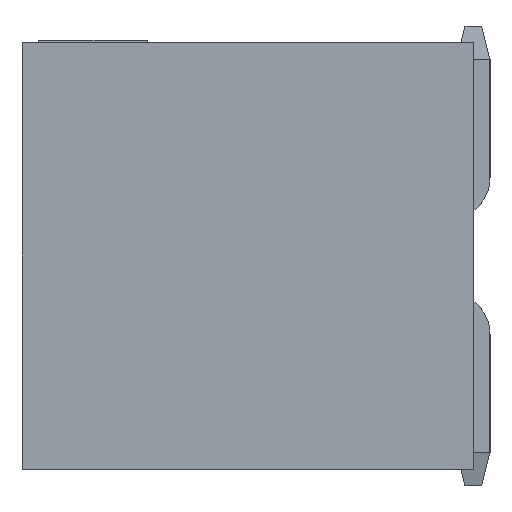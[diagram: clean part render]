
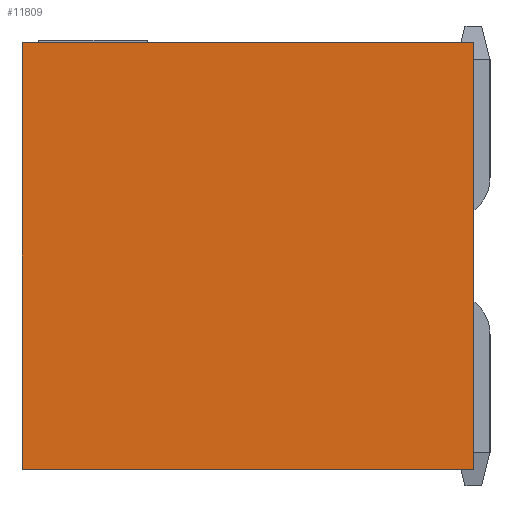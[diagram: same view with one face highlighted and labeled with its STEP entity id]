
A CAD part, left-side view. The second image highlights one B-rep face of the part: STEP entity #11809.
In plain terms, the highlighted planar face has unit normal (-1, 0, 0).
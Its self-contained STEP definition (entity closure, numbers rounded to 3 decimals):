
#205 = CARTESIAN_POINT ( 'NONE',  ( -15.85, 0., 2.55 ) ) ;
#780 = CARTESIAN_POINT ( 'NONE',  ( -15.85, 5.4, -2.55 ) ) ;
#1641 = VECTOR ( 'NONE', #5390, 1000. ) ;
#2122 = LINE ( 'NONE', #2151, #1641 ) ;
#2151 = CARTESIAN_POINT ( 'NONE',  ( -15.85, 2.7, -2.55 ) ) ;
#3139 = VECTOR ( 'NONE', #8258, 1000. ) ;
#3203 = VERTEX_POINT ( 'NONE', #780 ) ;
#3615 = CARTESIAN_POINT ( 'NONE',  ( -15.85, 5.4, 0. ) ) ;
#3630 = FACE_OUTER_BOUND ( 'NONE', #12937, .T. ) ;
#3960 = EDGE_CURVE ( 'NONE', #12500, #15180, #15055, .T. ) ;
#4068 = EDGE_CURVE ( 'NONE', #15180, #3203, #17241, .T. ) ;
#4775 = ORIENTED_EDGE ( 'NONE', *, *, #13830, .F. ) ;
#5390 = DIRECTION ( 'NONE',  ( 0., 1., 0. ) ) ;
#5671 = LINE ( 'NONE', #6864, #17639 ) ;
#5756 = EDGE_CURVE ( 'NONE', #8407, #3203, #2122, .T. ) ;
#5988 = VECTOR ( 'NONE', #9444, 1000. ) ;
#6672 = CARTESIAN_POINT ( 'NONE',  ( -15.85, 0., -2.55 ) ) ;
#6864 = CARTESIAN_POINT ( 'NONE',  ( -15.85, 0., 0. ) ) ;
#8258 = DIRECTION ( 'NONE',  ( 0., 0., -1. ) ) ;
#8407 = VERTEX_POINT ( 'NONE', #6672 ) ;
#8854 = DIRECTION ( 'NONE',  ( -1., 0., 0. ) ) ;
#9444 = DIRECTION ( 'NONE',  ( 0., 1., 0. ) ) ;
#9665 = DIRECTION ( 'NONE',  ( 0., 0., -1. ) ) ;
#10431 = PLANE ( 'NONE',  #19067 ) ;
#10633 = CARTESIAN_POINT ( 'NONE',  ( -15.85, 5.4, 2.55 ) ) ;
#10889 = CARTESIAN_POINT ( 'NONE',  ( -15.85, 2.7, 2.55 ) ) ;
#11472 = ORIENTED_EDGE ( 'NONE', *, *, #5756, .F. ) ;
#11785 = ORIENTED_EDGE ( 'NONE', *, *, #3960, .T. ) ;
#11809 = ADVANCED_FACE ( 'NONE', ( #3630 ), #10431, .T. ) ;
#11969 = CARTESIAN_POINT ( 'NONE',  ( -15.85, 0., -2.55 ) ) ;
#12500 = VERTEX_POINT ( 'NONE', #205 ) ;
#12937 = EDGE_LOOP ( 'NONE', ( #11472, #4775, #11785, #14933 ) ) ;
#13614 = DIRECTION ( 'NONE',  ( 0., 0., 1. ) ) ;
#13830 = EDGE_CURVE ( 'NONE', #12500, #8407, #5671, .T. ) ;
#14933 = ORIENTED_EDGE ( 'NONE', *, *, #4068, .T. ) ;
#15055 = LINE ( 'NONE', #10889, #5988 ) ;
#15180 = VERTEX_POINT ( 'NONE', #10633 ) ;
#17241 = LINE ( 'NONE', #3615, #3139 ) ;
#17639 = VECTOR ( 'NONE', #9665, 1000. ) ;
#19067 = AXIS2_PLACEMENT_3D ( 'NONE', #11969, #8854, #13614 ) ;
